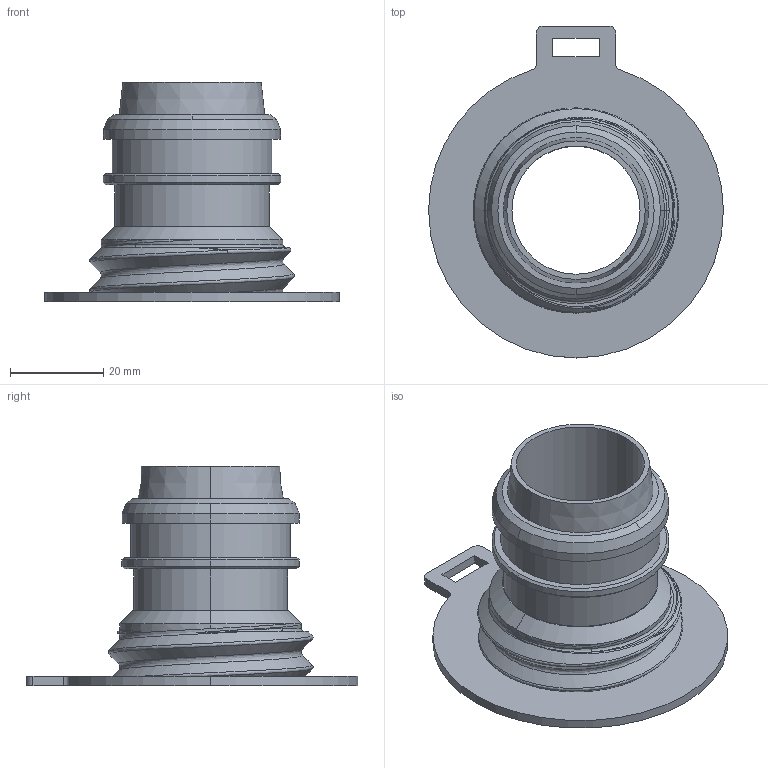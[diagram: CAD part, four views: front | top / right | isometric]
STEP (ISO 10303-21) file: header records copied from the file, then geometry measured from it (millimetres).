
FILE_DESCRIPTION (( 'STEP AP203' ), '1' );
FILE_NAME ('PAPR_THREADED_FLANGE_V4.1.STEP', '2020-04-23T22:24:07', ( '' ), ( '' ), 'SwSTEP 2.0', 'SolidWorks 2014', '' );
FILE_SCHEMA (( 'CONFIG_CONTROL_DESIGN' ));
Length unit declared in the file: millimetre
Products named in the file (1): PAPR_THREADED_FLANGE_V4.1
Bounding box: 63.27 x 71.24 x 47.08 mm (x, y, z)
Volume: 20131.8 mm3; surface area: 15896.4 mm2
Topology: 1 solids, 1 shells, 291 faces, 748 edges, 488 vertices
Faces by surface type: plane 141, bspline 103, cylinder 24, cone 17, torus 4, sphere 2
Entity records: 15807 total; most frequent: CARTESIAN_POINT 9314, ORIENTED_EDGE 1494, DIRECTION 1001, EDGE_CURVE 747, VERTEX_POINT 488, VECTOR 449, LINE 449, EDGE_LOOP 325
